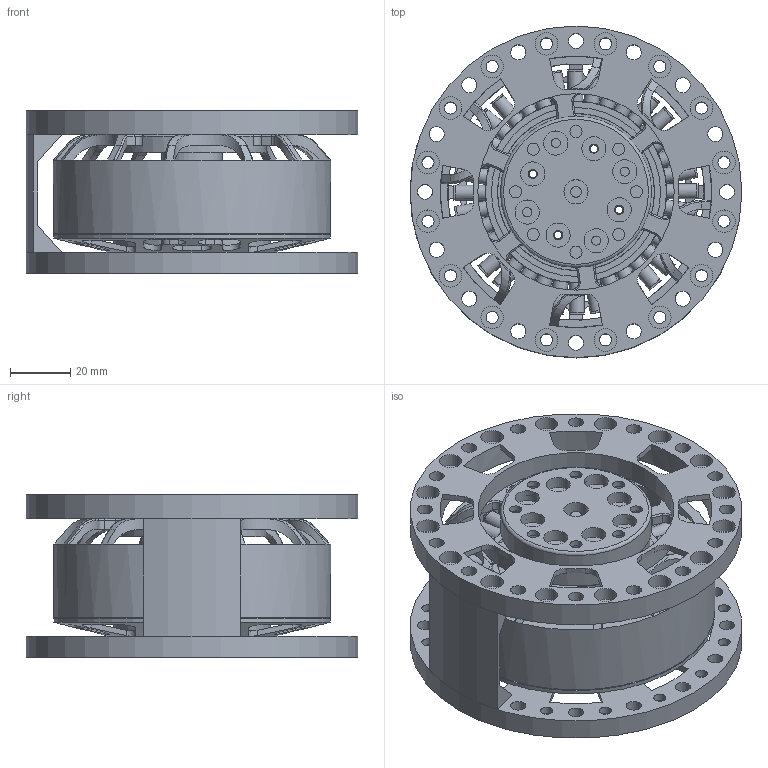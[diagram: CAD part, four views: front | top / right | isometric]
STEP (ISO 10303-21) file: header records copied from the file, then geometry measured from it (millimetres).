
FILE_DESCRIPTION(/* description */ (''),/* implementation_level */ '2;1');
FILE_NAME(/* name */ 'MotorHousing100 v35.step',/* time_stamp */ '2024-04-18T18:30:40+02:00',/* author */ (''),/* organization */ (''),/* preprocessor_version */ 'ST-DEVELOPER v20',/* originating_system */ 'Autodesk Translation Framework v12.20.1.177',/* authorisation */ '');
FILE_SCHEMA (('AUTOMOTIVE_DESIGN { 1 0 10303 214 3 1 1 }'));
Length unit declared in the file: millimetre
Products named in the file (7): MotorHousing100; Stator; Rotor; Eaglepower8318; MOTOR STATOR REV01; Rotor_1; Stator_1
Assembly tree (6 placements, depth 3):
  MotorHousing100
    Stator
    Rotor
    Eaglepower8318
      MOTOR STATOR REV01
      Rotor_1
      Stator_1
Bounding box: 109.9 x 109.9 x 54 mm (x, y, z)
Volume: 180618.8 mm3; surface area: 150178.6 mm2
Topology: 81 solids, 81 shells, 1571 faces, 3999 edges, 2626 vertices
Faces by surface type: plane 700, cylinder 689, bspline 128, cone 35, torus 19
Full cylindrical faces by diameter (mm): 2.5 x4, 3 x16, 3.5 x1, 4 x60, 5 x34, 7.5 x32, 8 x9, 12 x2, 16 x2, 18 x1, 20 x1, 21 x2, 22 x1, 26 x1, 48 x1, 49 x1, 50.05 x1, 52 x2, 56 x2, 60 x1, 65.1 x1, 85 x1, 90 x1, 92 x2, 109.9 x2
Entity records: 58725 total; most frequent: CARTESIAN_POINT 20417, ORIENTED_EDGE 7998, DIRECTION 7528, EDGE_CURVE 3999, AXIS2_PLACEMENT_3D 2760, VERTEX_POINT 2626, LINE 2008, VECTOR 2008
